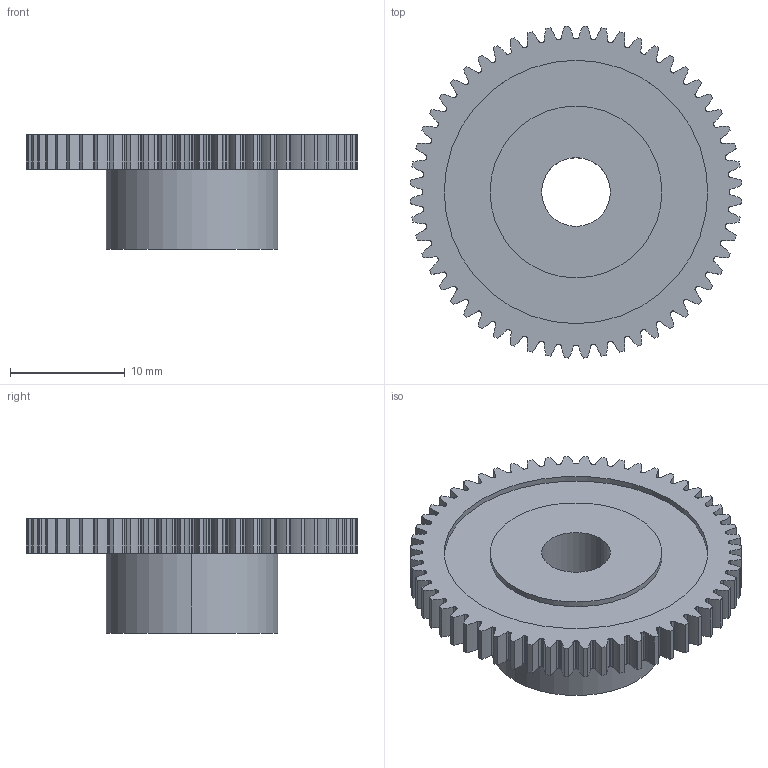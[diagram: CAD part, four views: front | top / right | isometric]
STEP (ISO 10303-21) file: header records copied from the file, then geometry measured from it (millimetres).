
FILE_DESCRIPTION (( 'STEP AP214' ), '1' );
FILE_NAME ('119-005-056.step', '2010-07-19T13:52:54', ( 'WMH Herion Antriebstechnik GmbH' ), ( 'WMH Herion Antriebstechnik GmbH' ), 'SwSTEP 2.0', 'SolidWorks 2010', '' );
FILE_SCHEMA (( 'AUTOMOTIVE_DESIGN' ));
Length unit declared in the file: millimetre
Products named in the file (1): 119-005-056
Bounding box: 28.97 x 28.97 x 10 mm (x, y, z)
Volume: 2554.1 mm3; surface area: 2324.7 mm2
Topology: 1 solids, 1 shells, 381 faces, 1125 edges, 750 vertices
Faces by surface type: cylinder 375, plane 6
Entity records: 13227 total; most frequent: DIRECTION 2639, CARTESIAN_POINT 2257, ORIENTED_EDGE 2250, AXIS2_PLACEMENT_3D 1132, EDGE_CURVE 1125, VERTEX_POINT 750, CIRCLE 750, EDGE_LOOP 387
